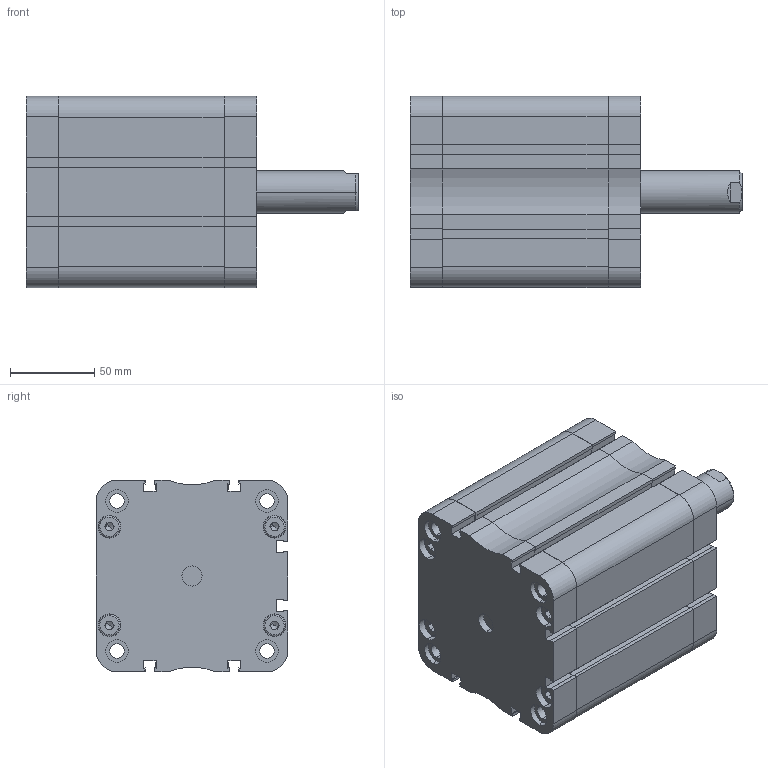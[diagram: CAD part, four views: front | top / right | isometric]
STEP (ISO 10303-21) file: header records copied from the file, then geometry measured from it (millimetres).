
FILE_DESCRIPTION (( 'STEP AP214' ), '1' );
FILE_NAME ('SM_008_100_0050_NP.STEP', '2019-11-18T13:43:34', ( '' ), ( '' ), 'SwSTEP 2.0', 'SolidWorks 2019', '' );
FILE_SCHEMA (( 'AUTOMOTIVE_DESIGN' ));
Length unit declared in the file: millimetre
Products named in the file (22): SM_008_100_0050_NP; Kopia SMART - U. t³oka luŸna^T³ok kpl_SM_PSEM-L_U. tˆoka lu«na - D100; T³oczysko^SM_PSEM-L_Tˆoczysko - D100; Pokrywa przód kpl^SM_PSEM-L_Pokrywa prz¢d kpl - D100; T硂k kpl^SM_PSEM-L_T坥k kpl - D100; Przek³adka SM_PSEM_D100; Kopia SMART - U. typ Oring - pokrywa^Pokrywa tyｳ kpl_SM_PSEM-L_U. typ Oring - D100; Kopia Tuleja prowadzｹca^Pokrywa prz kpl_SM_PSEM-L_Tuleja prowadz･ca - D100; Kopia Pokrywa prz^Pokrywa prz kpl_SM_PSEM-L_Smart - Pok prz｢d - D100; Kopia SMART - U. t硂czyska^Pokrywa prz骴 kpl_SM_PSEM-L_U. t坥czyska - D100; socket head thin cap screw_din_DIN 7984 - M12 x 60 --- 30N; Sprêzyna SM_PSEM_L_100_L1 napi©cie wst©pne; Kopia Pokrywa ty³_Smart - Pok tyˆ - D100; socket head thin cap screw_din_DIN 7984 - M8 x 25 --- 21.25N; Pokrywa ty³ kpl^SM_PSEM-L_Pok tyˆ - D100; Kopia SMART - U. t硂ka wklejana^T硂k kpl_SM_PSEM-L_U. t坥ka wklejana - D100; Kopia Pierœcieñ prowadz¹cy^T³ok kpl_SM_PSEM-L_Pier˜cieä prowadz¥cy D100; Kopia SMART - U. typ Oring - pokrywa^Pokrywa przód kpl_SM_PSEM-L_U. typ Oring - D100; Kopia T硂k_T坥k - D100; Kopia SMART - U. t³oka S^T³ok kpl_SM_PSEM-L_U. tˆoka S - D100; Tuleja^SM_PSEM-L_Tuleja - D100; Kopia Magnes^T³ok kpl_SM_PSEM-L_Magnes D100
Assembly tree (28 placements, depth 3):
  SM_008_100_0050_NP
    Pokrywa przód kpl^SM_PSEM-L_Pokrywa prz¢d kpl - D100
      Kopia Pokrywa prz^Pokrywa prz kpl_SM_PSEM-L_Smart - Pok prz｢d - D100
      Kopia SMART - U. typ Oring - pokrywa^Pokrywa przód kpl_SM_PSEM-L_U. typ Oring - D100
      Kopia Tuleja prowadzｹca^Pokrywa prz kpl_SM_PSEM-L_Tuleja prowadz･ca - D100
      Kopia SMART - U. t硂czyska^Pokrywa prz骴 kpl_SM_PSEM-L_U. t坥czyska - D100
    Tuleja^SM_PSEM-L_Tuleja - D100
    Pokrywa ty³ kpl^SM_PSEM-L_Pok tyˆ - D100
      Kopia Pokrywa ty³_Smart - Pok tyˆ - D100
      Kopia SMART - U. typ Oring - pokrywa^Pokrywa tyｳ kpl_SM_PSEM-L_U. typ Oring - D100
    T硂k kpl^SM_PSEM-L_T坥k kpl - D100
      Kopia T硂k_T坥k - D100
      Kopia Magnes^T³ok kpl_SM_PSEM-L_Magnes D100
      Kopia Pierœcieñ prowadz¹cy^T³ok kpl_SM_PSEM-L_Pier˜cieä prowadz¥cy D100
      Kopia SMART - U. t³oka luŸna^T³ok kpl_SM_PSEM-L_U. tˆoka lu«na - D100
      Kopia SMART - U. t硂ka wklejana^T硂k kpl_SM_PSEM-L_U. t坥ka wklejana - D100
      Kopia SMART - U. t³oka S^T³ok kpl_SM_PSEM-L_U. tˆoka S - D100
    T³oczysko^SM_PSEM-L_Tˆoczysko - D100
    socket head thin cap screw_din_DIN 7984 - M12 x 60 --- 30N
    socket head thin cap screw_din_DIN 7984 - M8 x 25 --- 21.25N  x8
    Przek³adka SM_PSEM_D100
    Sprêzyna SM_PSEM_L_100_L1 napi©cie wst©pne
Bounding box: 197 x 113.5 x 113.5 mm (x, y, z)
Volume: 862351.9 mm3; surface area: 352201.4 mm2
Topology: 26 solids, 26 shells, 1109 faces, 2741 edges, 1756 vertices
Faces by surface type: plane 571, cylinder 301, bspline 116, cone 85, torus 36
Entity records: 37589 total; most frequent: CARTESIAN_POINT 14284, ORIENTED_EDGE 4654, DIRECTION 4412, EDGE_CURVE 2327, VERTEX_POINT 1525, AXIS2_PLACEMENT_3D 1501, VECTOR 1410, LINE 1410
